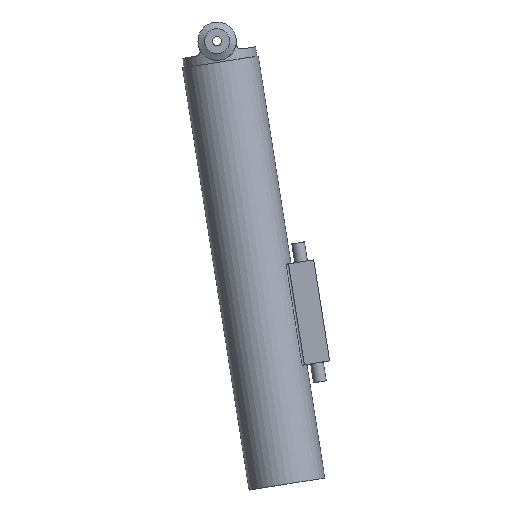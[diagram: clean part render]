
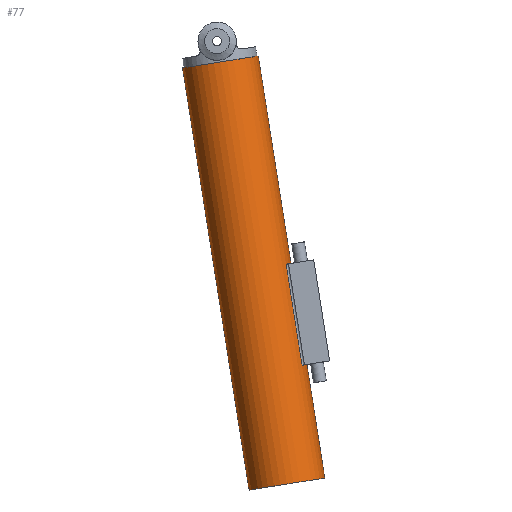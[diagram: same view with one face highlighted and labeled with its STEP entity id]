
A CAD part, left-side view. The second image highlights one B-rep face of the part: STEP entity #77.
In plain terms, the highlighted cylindrical face has radius 38.1 mm (diameter 76.2 mm), a full revolution.
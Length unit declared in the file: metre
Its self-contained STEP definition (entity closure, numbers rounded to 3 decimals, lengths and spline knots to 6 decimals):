
#77 = ADVANCED_FACE( '', ( #179, #180, #181 ), #182, .T. );
#179 = FACE_OUTER_BOUND( '', #306, .T. );
#180 = FACE_OUTER_BOUND( '', #307, .T. );
#181 = FACE_BOUND( '', #308, .T. );
#182 = CYLINDRICAL_SURFACE( '', #309, 0.0381 );
#306 = EDGE_LOOP( '', ( #447 ) );
#307 = EDGE_LOOP( '', ( #448 ) );
#308 = EDGE_LOOP( '', ( #449, #450, #451, #452 ) );
#309 = AXIS2_PLACEMENT_3D( '', #453, #454, #455 );
#447 = ORIENTED_EDGE( '', *, *, #638, .F. );
#448 = ORIENTED_EDGE( '', *, *, #656, .T. );
#449 = ORIENTED_EDGE( '', *, *, #657, .T. );
#450 = ORIENTED_EDGE( '', *, *, #658, .T. );
#451 = ORIENTED_EDGE( '', *, *, #659, .F. );
#452 = ORIENTED_EDGE( '', *, *, #660, .T. );
#453 = CARTESIAN_POINT( '', ( 0., -2.592932, 1.433011 ) );
#454 = DIRECTION( '', ( 0., -0.156, -0.988 ) );
#455 = DIRECTION( '', ( 0., -0.988, 0.156 ) );
#638 = EDGE_CURVE( '', #731, #731, #732, .T. );
#656 = EDGE_CURVE( '', #760, #760, #761, .T. );
#657 = EDGE_CURVE( '', #762, #763, #764, .F. );
#658 = EDGE_CURVE( '', #763, #765, #766, .T. );
#659 = EDGE_CURVE( '', #767, #765, #768, .F. );
#660 = EDGE_CURVE( '', #767, #762, #769, .F. );
#731 = VERTEX_POINT( '', #862 );
#732 = CIRCLE( '', #863, 0.0381 );
#760 = VERTEX_POINT( '', #891 );
#761 = CIRCLE( '', #892, 0.0381 );
#762 = VERTEX_POINT( '', #893 );
#763 = VERTEX_POINT( '', #894 );
#764 = CIRCLE( '', #895, 0.0381 );
#765 = VERTEX_POINT( '', #896 );
#766 = LINE( '', #897, #898 );
#767 = VERTEX_POINT( '', #899 );
#768 = CIRCLE( '', #900, 0.0381 );
#769 = LINE( '', #901, #902 );
#862 = CARTESIAN_POINT( '', ( 0., -2.585804, 1.723091 ) );
#863 = AXIS2_PLACEMENT_3D( '', #1206, #1207, #1208 );
#891 = CARTESIAN_POINT( '', ( 0., -2.651865, 1.303745 ) );
#892 = AXIS2_PLACEMENT_3D( '', #1239, #1240, #1241 );
#893 = CARTESIAN_POINT( '', ( 0.01872, -2.629222, 1.415887 ) );
#894 = CARTESIAN_POINT( '', ( -0.01872, -2.629222, 1.415887 ) );
#895 = AXIS2_PLACEMENT_3D( '', #1242, #1243, #1244 );
#896 = CARTESIAN_POINT( '', ( -0.01872, -2.613412, 1.51625 ) );
#897 = CARTESIAN_POINT( '', ( -0.01872, -2.64108, 1.340616 ) );
#898 = VECTOR( '', #1245, 1. );
#899 = CARTESIAN_POINT( '', ( 0.01872, -2.613412, 1.51625 ) );
#900 = AXIS2_PLACEMENT_3D( '', #1246, #1247, #1248 );
#901 = CARTESIAN_POINT( '', ( 0.01872, -2.64108, 1.340616 ) );
#902 = VECTOR( '', #1249, 1. );
#1206 = CARTESIAN_POINT( '', ( 0., -2.548168, 1.717162 ) );
#1207 = DIRECTION( '', ( 0., 0.156, 0.988 ) );
#1208 = DIRECTION( '', ( 0., -0.988, 0.156 ) );
#1239 = CARTESIAN_POINT( '', ( 0., -2.614229, 1.297816 ) );
#1240 = DIRECTION( '', ( 0., 0.156, 0.988 ) );
#1241 = DIRECTION( '', ( 0., -0.988, 0.156 ) );
#1242 = CARTESIAN_POINT( '', ( 0., -2.596443, 1.410723 ) );
#1243 = DIRECTION( '', ( 0., 0.156, 0.988 ) );
#1244 = DIRECTION( '', ( 0., -0.988, 0.156 ) );
#1245 = DIRECTION( '', ( 0., 0.156, 0.988 ) );
#1246 = CARTESIAN_POINT( '', ( 0., -2.580632, 1.511086 ) );
#1247 = DIRECTION( '', ( 0., 0.156, 0.988 ) );
#1248 = DIRECTION( '', ( 0., -0.988, 0.156 ) );
#1249 = DIRECTION( '', ( 0., 0.156, 0.988 ) );
